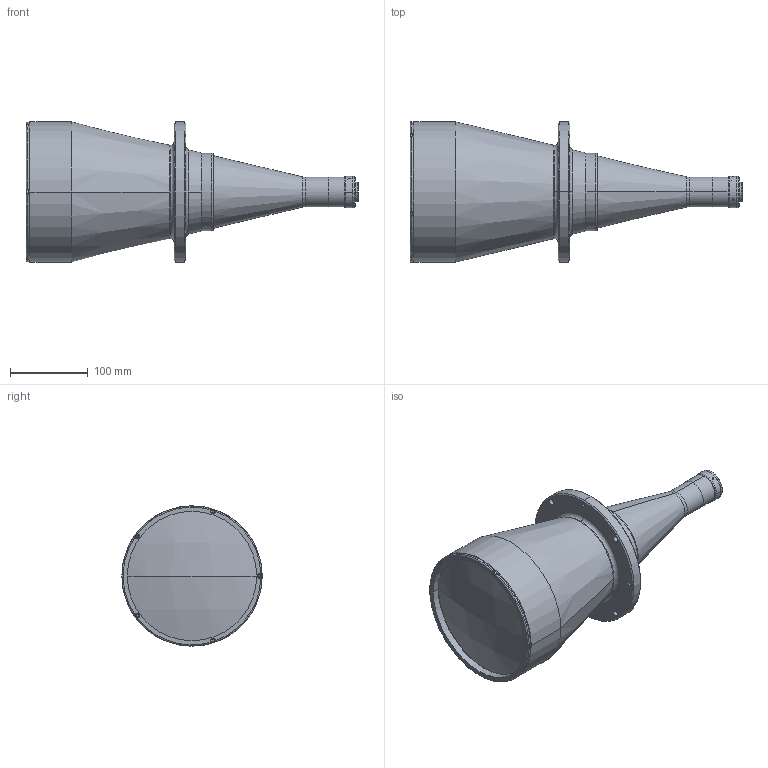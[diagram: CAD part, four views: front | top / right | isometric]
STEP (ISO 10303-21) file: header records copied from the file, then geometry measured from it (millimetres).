
FILE_DESCRIPTION (( 'STEP AP214' ), '1' );
FILE_NAME ('TC23120.STEP', '2016-10-03T10:27:58', ( '' ), ( '' ), 'SwSTEP 2.0', 'SolidWorks 2015', '' );
FILE_SCHEMA (( 'AUTOMOTIVE_DESIGN' ));
Length unit declared in the file: millimetre
Products named in the file (1): TC23120
Bounding box: 425.94 x 180 x 180 mm (x, y, z)
Surface area: 225211.5 mm2 (no closed solid volume)
Topology: 0 solids, 16 shells, 181 faces, 507 edges, 345 vertices
Faces by surface type: cylinder 68, plane 64, torus 27, cone 20, sphere 2
Entity records: 8275 total; most frequent: CARTESIAN_POINT 1396, DIRECTION 1110, ORIENTED_EDGE 888, EDGE_CURVE 507, AXIS2_PLACEMENT_3D 445, VERTEX_POINT 345, CIRCLE 263, EDGE_LOOP 231
